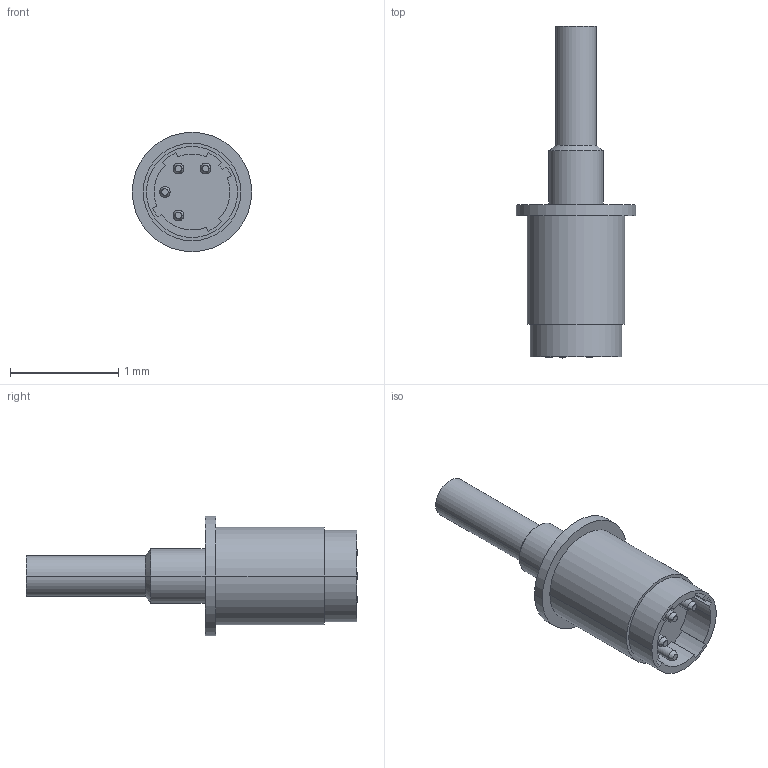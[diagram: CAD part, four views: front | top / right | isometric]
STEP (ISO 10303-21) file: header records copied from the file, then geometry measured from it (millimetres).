
FILE_DESCRIPTION(('produced by SPATIAL CORP'),'2;1');
FILE_NAME('4pinplug.hh.sat.stp', '2002-04-22T18:06:04+00:00',('SPATIAL CORP'),('SPATIAL CORP'), 'ACIS STEP Husk','http://www.spatial.com','SPATIAL CORP');
FILE_SCHEMA(('CONFIG_CONTROL_DESIGN'));
Length unit declared in the file: millimetre
Products named in the file (7): PRODUCT_ID_1; PRODUCT_ID_2; PRODUCT_ID_3; PRODUCT_ID_4; PRODUCT_ID_5; PRODUCT_ID_6; PRODUCT_ID_7
Bounding box: 1.1 x 3.06 x 1.1 mm (x, y, z)
Volume: 1 mm3; surface area: 10.8 mm2
Topology: 7 solids, 7 shells, 65 faces, 156 edges, 106 vertices
Faces by surface type: cylinder 30, plane 25, cone 10
Entity records: 2267 total; most frequent: ORIENTED_EDGE 312, CARTESIAN_POINT 267, DIRECTION 252, EDGE_CURVE 156, VERTEX_POINT 106, AXIS2_PLACEMENT_3D 91, VECTOR 70, LINE 70
